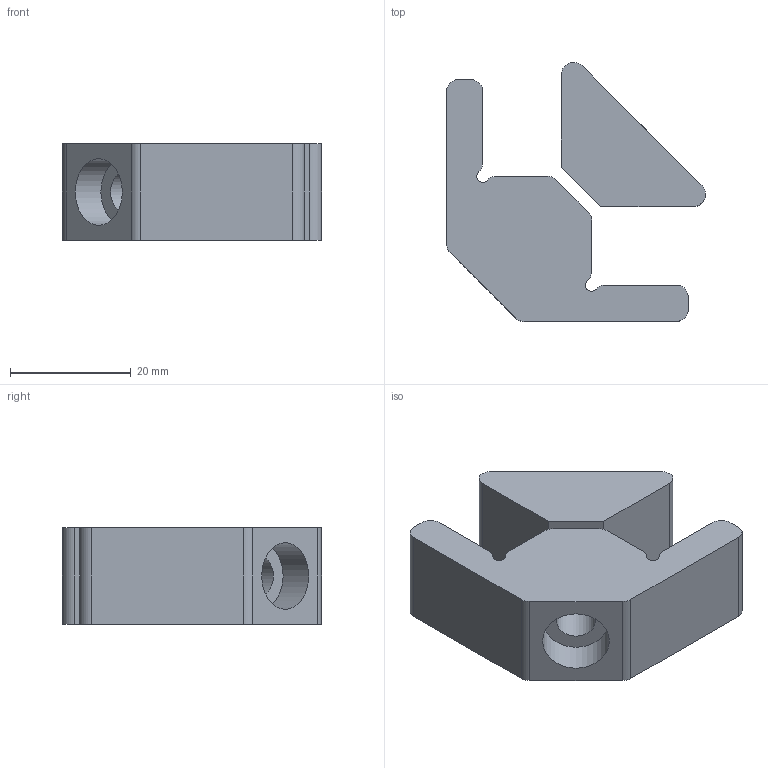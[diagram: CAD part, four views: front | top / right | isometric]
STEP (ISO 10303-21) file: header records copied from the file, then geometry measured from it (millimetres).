
FILE_DESCRIPTION(('Open CASCADE Model'),'2;1');
FILE_NAME('Open CASCADE Shape Model','2026-02-03T12:29:03',('Author'),( 'Open CASCADE'),'Open CASCADE STEP processor 7.8','Open CASCADE 7.8' ,'Unknown');
FILE_SCHEMA(('AUTOMOTIVE_DESIGN { 1 0 10303 214 1 1 1 1 }'));
Length unit declared in the file: millimetre
Products named in the file (3): plywood-connectors; bracket; jaw
Assembly tree (2 placements, depth 2):
  plywood-connectors
    bracket
    jaw
Bounding box: 42.84 x 42.84 x 16 mm (x, y, z)
Volume: 14042.7 mm3; surface area: 6352.4 mm2
Topology: 2 solids, 2 shells, 45 faces, 117 edges, 78 vertices
Faces by surface type: plane 26, cylinder 19
Full cylindrical faces by diameter (mm): 6.5 x2, 11 x1
Entity records: 2997 total; most frequent: CARTESIAN_POINT 507, DIRECTION 480, LINE 275, VECTOR 275, ORIENTED_EDGE 234, PCURVE 234, DEFINITIONAL_REPRESENTATION 234, EDGE_CURVE 117
